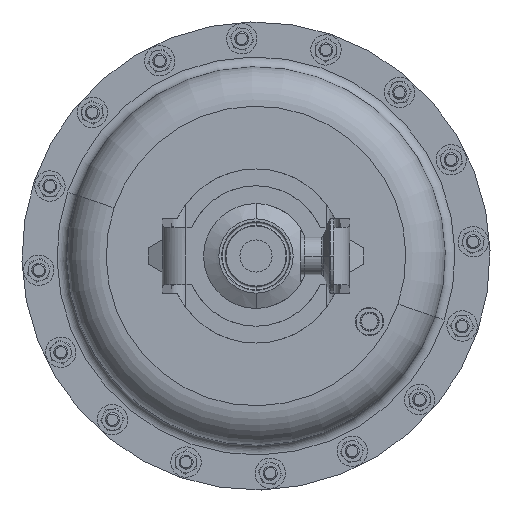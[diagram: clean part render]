
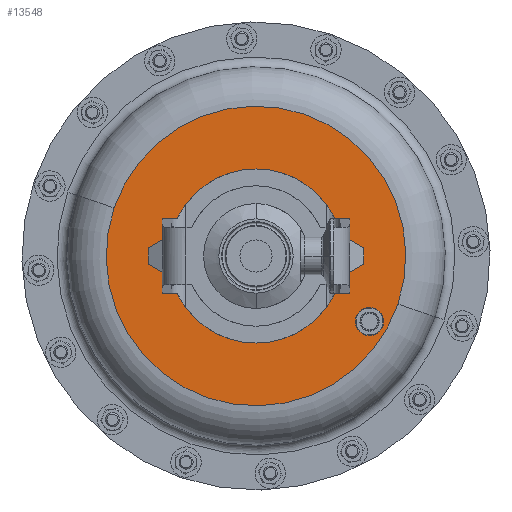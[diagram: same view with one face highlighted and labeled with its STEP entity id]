
A CAD part, front view. The second image highlights one B-rep face of the part: STEP entity #13548.
In plain terms, the highlighted planar face has unit normal (0, -1, 0).
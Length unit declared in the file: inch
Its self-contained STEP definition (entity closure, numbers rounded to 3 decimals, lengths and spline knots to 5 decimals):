
#89 = CARTESIAN_POINT ( 'NONE',  ( -3.78772, 7.295, 1.89881 ) ) ;
#710 = EDGE_CURVE ( 'NONE', #4938, #14542, #30856, .T. ) ;
#1113 = CARTESIAN_POINT ( 'NONE',  ( 0., 7.295, -1.71195 ) ) ;
#1234 = EDGE_CURVE ( 'NONE', #7572, #10735, #6510, .T. ) ;
#2448 = FACE_OUTER_BOUND ( 'NONE', #15540, .T. ) ;
#3770 = DIRECTION ( 'NONE',  ( 0.947, 0., -0.321 ) ) ;
#3864 = CIRCLE ( 'NONE', #27866, 2.325 ) ;
#4084 = VERTEX_POINT ( 'NONE', #13591 ) ;
#4522 = AXIS2_PLACEMENT_3D ( 'NONE', #19099, #4648, #23909 ) ;
#4648 = DIRECTION ( 'NONE',  ( 0., 1., 0. ) ) ;
#4712 = CARTESIAN_POINT ( 'NONE',  ( -1.28576, 7.295, -3.17467 ) ) ;
#4938 = VERTEX_POINT ( 'NONE', #89 ) ;
#5273 = ORIENTED_EDGE ( 'NONE', *, *, #15804, .F. ) ;
#5453 = FACE_BOUND ( 'NONE', #17766, .T. ) ;
#5693 = DIRECTION ( 'NONE',  ( 0., 1., 0. ) ) ;
#6027 = CARTESIAN_POINT ( 'NONE',  ( 3.03109, 7.295, -1.13695 ) ) ;
#6510 = CIRCLE ( 'NONE', #17244, 0.375 ) ;
#7090 = ORIENTED_EDGE ( 'NONE', *, *, #12371, .F. ) ;
#7572 = VERTEX_POINT ( 'NONE', #26544 ) ;
#7750 = CARTESIAN_POINT ( 'NONE',  ( 2.93778, 7.295, -0.77374 ) ) ;
#7878 = CARTESIAN_POINT ( 'NONE',  ( 0., 7.295, 0.61305 ) ) ;
#8087 = DIRECTION ( 'NONE',  ( 0.947, 0., -0.321 ) ) ;
#8907 = DIRECTION ( 'NONE',  ( 0., -1., 0. ) ) ;
#10735 = VERTEX_POINT ( 'NONE', #7750 ) ;
#11007 = DIRECTION ( 'NONE',  ( 0., 1., 0. ) ) ;
#12371 = EDGE_CURVE ( 'NONE', #14542, #4938, #16948, .T. ) ;
#12588 = EDGE_CURVE ( 'NONE', #10735, #7572, #17331, .T. ) ;
#12804 = ORIENTED_EDGE ( 'NONE', *, *, #1234, .T. ) ;
#13548 = ADVANCED_FACE ( 'NONE', ( #5453, #2448, #27211 ), #18549, .T. ) ;
#13554 = AXIS2_PLACEMENT_3D ( 'NONE', #7878, #5693, #8087 ) ;
#13591 = CARTESIAN_POINT ( 'NONE',  ( 0., 7.295, 2.93805 ) ) ;
#13622 = AXIS2_PLACEMENT_3D ( 'NONE', #27654, #11007, #3770 ) ;
#14542 = VERTEX_POINT ( 'NONE', #26254 ) ;
#15400 = DIRECTION ( 'NONE',  ( 0., -1., 0. ) ) ;
#15451 = DIRECTION ( 'NONE',  ( 0., 1., 0. ) ) ;
#15540 = EDGE_LOOP ( 'NONE', ( #7090, #27413 ) ) ;
#15804 = EDGE_CURVE ( 'NONE', #4084, #26747, #3864, .T. ) ;
#16948 = CIRCLE ( 'NONE', #13554, 4. ) ;
#17244 = AXIS2_PLACEMENT_3D ( 'NONE', #6027, #15451, #25340 ) ;
#17331 = CIRCLE ( 'NONE', #4522, 0.375 ) ;
#17766 = EDGE_LOOP ( 'NONE', ( #24006, #5273 ) ) ;
#18007 = AXIS2_PLACEMENT_3D ( 'NONE', #4712, #8907, #30459 ) ;
#18549 = PLANE ( 'NONE',  #18007 ) ;
#19099 = CARTESIAN_POINT ( 'NONE',  ( 3.03109, 7.295, -1.13695 ) ) ;
#19147 = AXIS2_PLACEMENT_3D ( 'NONE', #24578, #19846, #26980 ) ;
#19846 = DIRECTION ( 'NONE',  ( 0., -1., 0. ) ) ;
#21908 = ORIENTED_EDGE ( 'NONE', *, *, #12588, .T. ) ;
#23909 = DIRECTION ( 'NONE',  ( 0.249, 0., -0.969 ) ) ;
#24006 = ORIENTED_EDGE ( 'NONE', *, *, #29199, .F. ) ;
#24532 = CARTESIAN_POINT ( 'NONE',  ( 0., 7.295, 0.61305 ) ) ;
#24578 = CARTESIAN_POINT ( 'NONE',  ( 0., 7.295, 0.61305 ) ) ;
#25340 = DIRECTION ( 'NONE',  ( 0.249, 0., -0.969 ) ) ;
#26254 = CARTESIAN_POINT ( 'NONE',  ( 3.78772, 7.295, -0.67271 ) ) ;
#26544 = CARTESIAN_POINT ( 'NONE',  ( 3.1244, 7.295, -1.50015 ) ) ;
#26684 = EDGE_LOOP ( 'NONE', ( #12804, #21908 ) ) ;
#26747 = VERTEX_POINT ( 'NONE', #1113 ) ;
#26930 = DIRECTION ( 'NONE',  ( 0., 0., -1. ) ) ;
#26980 = DIRECTION ( 'NONE',  ( 0., 0., -1. ) ) ;
#27211 = FACE_BOUND ( 'NONE', #26684, .T. ) ;
#27413 = ORIENTED_EDGE ( 'NONE', *, *, #710, .F. ) ;
#27654 = CARTESIAN_POINT ( 'NONE',  ( 0., 7.295, 0.61305 ) ) ;
#27866 = AXIS2_PLACEMENT_3D ( 'NONE', #24532, #15400, #26930 ) ;
#29199 = EDGE_CURVE ( 'NONE', #26747, #4084, #30449, .T. ) ;
#30449 = CIRCLE ( 'NONE', #19147, 2.325 ) ;
#30459 = DIRECTION ( 'NONE',  ( -0.947, 0., 0.321 ) ) ;
#30856 = CIRCLE ( 'NONE', #13622, 4. ) ;
